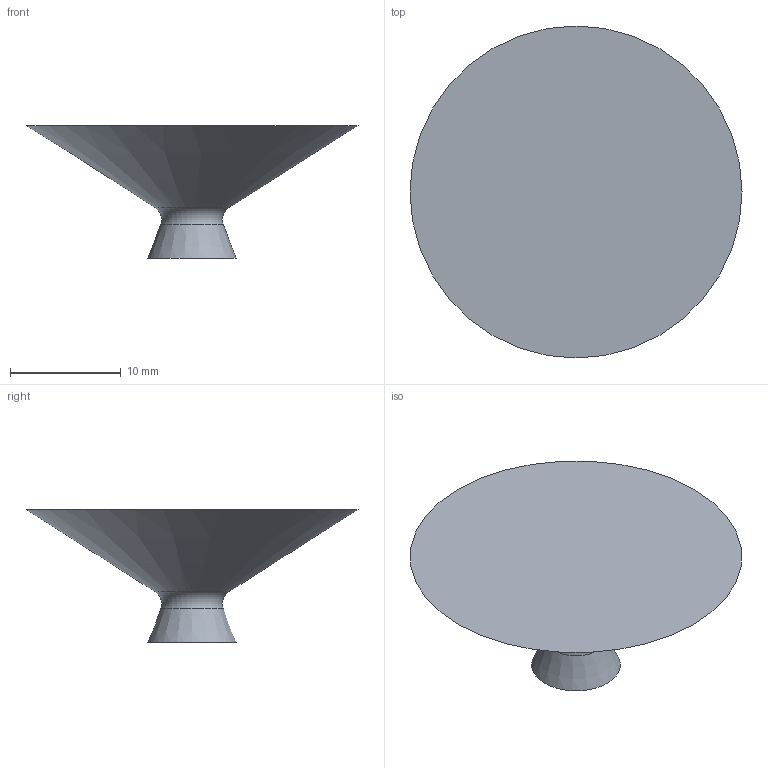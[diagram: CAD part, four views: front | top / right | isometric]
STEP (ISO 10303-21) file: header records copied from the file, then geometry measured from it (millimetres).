
FILE_DESCRIPTION(('FreeCAD Model'),'2;1');
FILE_NAME('Open CASCADE Shape Model','2022-06-06T12:44:07',(''),(''), 'Open CASCADE STEP processor 7.5','FreeCAD','Unknown');
FILE_SCHEMA(('AUTOMOTIVE_DESIGN { 1 0 10303 214 1 1 1 1 }'));
Length unit declared in the file: metre
Products named in the file (1): Body
Bounding box: 30 x 30 x 12 mm (x, y, z)
Volume: 2378.4 mm3; surface area: 1655.5 mm2
Topology: 1 solids, 1 shells, 5 faces, 7 edges, 4 vertices
Faces by surface type: plane 2, cone 2, torus 1
Entity records: 211 total; most frequent: CARTESIAN_POINT 43, DIRECTION 26, ORIENTED_EDGE 14, PCURVE 14, DEFINITIONAL_REPRESENTATION 14, B_SPLINE_CURVE_WITH_KNOTS 12, AXIS2_PLACEMENT_3D 11, EDGE_CURVE 7
